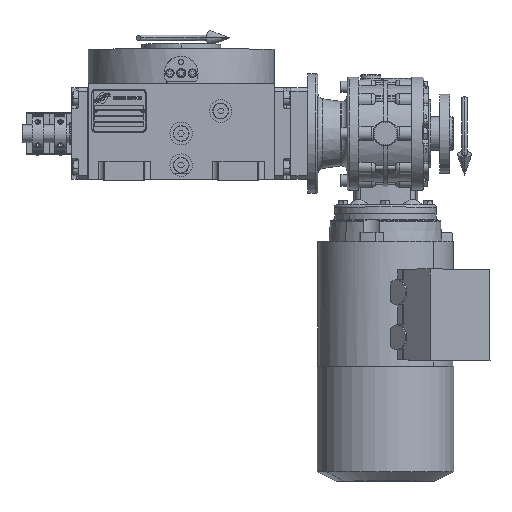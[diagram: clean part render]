
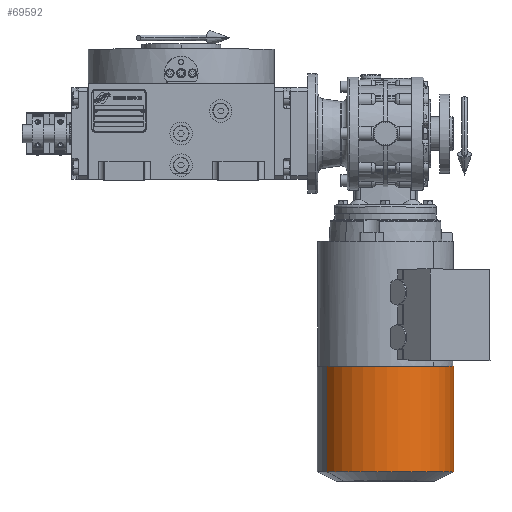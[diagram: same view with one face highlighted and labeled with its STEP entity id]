
A CAD part, top view. The second image highlights one B-rep face of the part: STEP entity #69592.
In plain terms, the highlighted cylindrical face has radius 60.5 mm (diameter 121 mm), a partial arc.
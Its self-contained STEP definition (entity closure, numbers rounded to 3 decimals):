
#1295 = CIRCLE ( 'NONE', #103535, 60.5 ) ;
#2455 = VECTOR ( 'NONE', #4825, 1000. ) ;
#4825 = DIRECTION ( 'NONE',  ( -1., 0., 0. ) ) ;
#5490 = EDGE_CURVE ( 'NONE', #115581, #66621, #6183, .T. ) ;
#6183 = CIRCLE ( 'NONE', #110496, 60.5 ) ;
#7976 = CARTESIAN_POINT ( 'NONE',  ( -64.811, -20.922, -58.703 ) ) ;
#9374 = VERTEX_POINT ( 'NONE', #127360 ) ;
#13937 = DIRECTION ( 'NONE',  ( -1., 0., 0. ) ) ;
#14085 = ORIENTED_EDGE ( 'NONE', *, *, #42011, .F. ) ;
#21458 = ORIENTED_EDGE ( 'NONE', *, *, #124610, .F. ) ;
#21675 = EDGE_LOOP ( 'NONE', ( #72320, #14085, #21458, #30954 ) ) ;
#24202 = CARTESIAN_POINT ( 'NONE',  ( -64.811, -6.286, 0. ) ) ;
#26941 = FACE_OUTER_BOUND ( 'NONE', #21675, .T. ) ;
#30954 = ORIENTED_EDGE ( 'NONE', *, *, #86773, .F. ) ;
#42011 = EDGE_CURVE ( 'NONE', #9374, #115581, #117192, .T. ) ;
#42734 = DIRECTION ( 'NONE',  ( 1., 0., 0. ) ) ;
#54624 = DIRECTION ( 'NONE',  ( 0., 0.242, 0.97 ) ) ;
#56171 = CARTESIAN_POINT ( 'NONE',  ( -64.811, 8.35, 58.703 ) ) ;
#56173 = DIRECTION ( 'NONE',  ( 1., 0., 0. ) ) ;
#66112 = DIRECTION ( 'NONE',  ( 0., -0.242, -0.97 ) ) ;
#66621 = VERTEX_POINT ( 'NONE', #115344 ) ;
#69592 = ADVANCED_FACE ( 'NONE', ( #26941 ), #128284, .T. ) ;
#72320 = ORIENTED_EDGE ( 'NONE', *, *, #5490, .F. ) ;
#75931 = AXIS2_PLACEMENT_3D ( 'NONE', #110198, #89571, #119603 ) ;
#84193 = LINE ( 'NONE', #56171, #2455 ) ;
#86773 = EDGE_CURVE ( 'NONE', #66621, #129446, #84193, .T. ) ;
#89571 = DIRECTION ( 'NONE',  ( -1., 0., 0. ) ) ;
#94693 = CARTESIAN_POINT ( 'NONE',  ( -158.212, -20.922, -58.703 ) ) ;
#102374 = CARTESIAN_POINT ( 'NONE',  ( -158.212, 8.35, 58.703 ) ) ;
#103535 = AXIS2_PLACEMENT_3D ( 'NONE', #120417, #13937, #54624 ) ;
#104528 = VECTOR ( 'NONE', #42734, 1000. ) ;
#110198 = CARTESIAN_POINT ( 'NONE',  ( -26.951, -6.286, 0. ) ) ;
#110496 = AXIS2_PLACEMENT_3D ( 'NONE', #24202, #56173, #66112 ) ;
#115344 = CARTESIAN_POINT ( 'NONE',  ( -64.811, 8.35, 58.703 ) ) ;
#115581 = VERTEX_POINT ( 'NONE', #7976 ) ;
#117192 = LINE ( 'NONE', #94693, #104528 ) ;
#119603 = DIRECTION ( 'NONE',  ( 0., 0.242, 0.97 ) ) ;
#120417 = CARTESIAN_POINT ( 'NONE',  ( -158.212, -6.286, 0. ) ) ;
#124610 = EDGE_CURVE ( 'NONE', #129446, #9374, #1295, .T. ) ;
#127360 = CARTESIAN_POINT ( 'NONE',  ( -158.212, -20.922, -58.703 ) ) ;
#128284 = CYLINDRICAL_SURFACE ( 'NONE', #75931, 60.5 ) ;
#129446 = VERTEX_POINT ( 'NONE', #102374 ) ;
